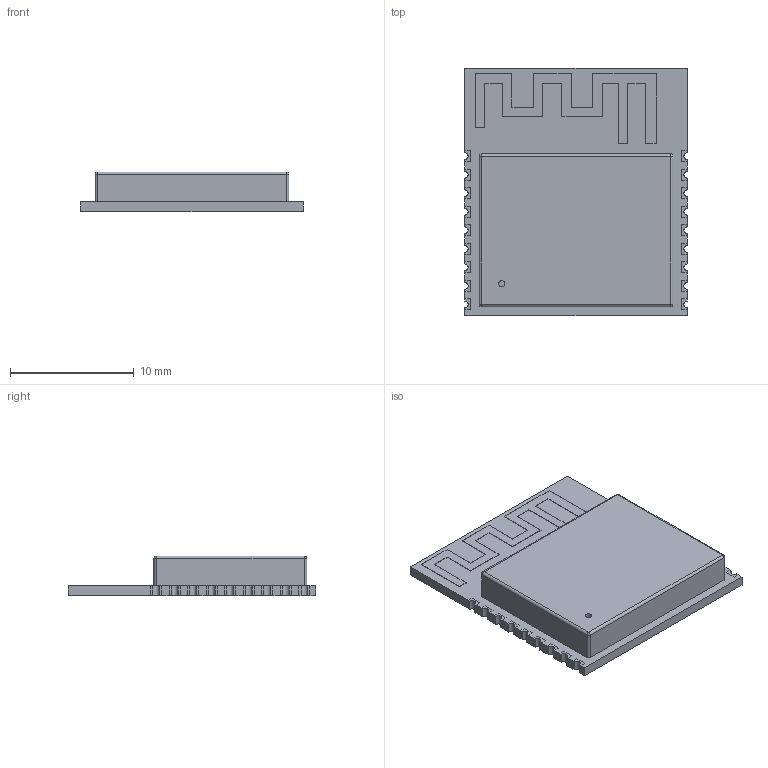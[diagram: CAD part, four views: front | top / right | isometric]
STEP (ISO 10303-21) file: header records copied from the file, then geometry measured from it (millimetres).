
FILE_DESCRIPTION(('FreeCAD Model'),'2;1');
FILE_NAME('Open CASCADE Shape Model','2024-05-04T12:53:08',( 'kicad StepUp'),('ksu MCAD'),'Open CASCADE STEP processor 7.6', 'FreeCAD','Unknown');
FILE_SCHEMA(('AUTOMOTIVE_DESIGN { 1 0 10303 214 1 1 1 1 }'));
Length unit declared in the file: millimetre
Products named in the file (1): ESP32-C3-WROOM-02
Bounding box: 18 x 20 x 3.23 mm (x, y, z)
Volume: 752.7 mm3; surface area: 1424.7 mm2
Topology: 30 solids, 30 shells, 326 faces, 787 edges, 518 vertices
Faces by surface type: plane 295, cylinder 27, sphere 4
Full cylindrical faces by diameter (mm): 0.5 x1
Entity records: 11815 total; most frequent: CARTESIAN_POINT 1628, ORIENTED_EDGE 1566, DIRECTION 1491, EDGE_CURVE 783, LINE 729, VECTOR 729, VERTEX_POINT 518, AXIS2_PLACEMENT_3D 381
